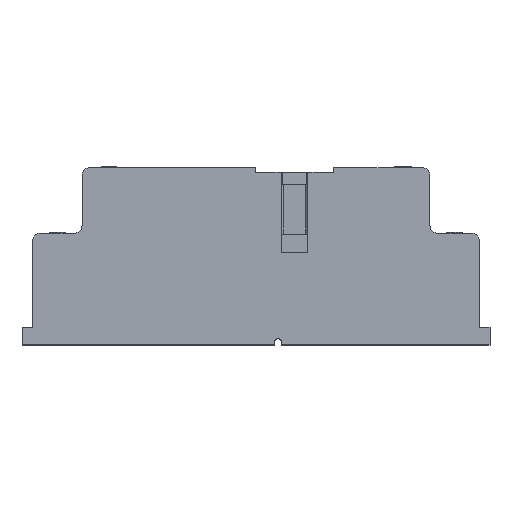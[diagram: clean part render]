
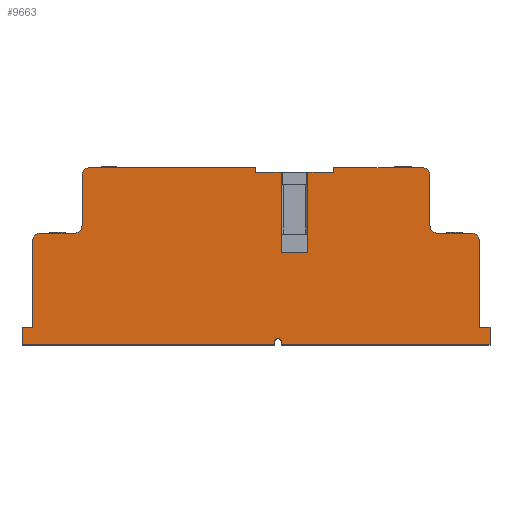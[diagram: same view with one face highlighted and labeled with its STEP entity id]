
A CAD part, top view. The second image highlights one B-rep face of the part: STEP entity #9663.
In plain terms, the highlighted planar face has unit normal (0, 0, 1).
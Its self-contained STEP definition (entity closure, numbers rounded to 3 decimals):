
#7556=CARTESIAN_POINT('',(-21.6,23.0,0.0));
#7557=VERTEX_POINT('',#7556);
#7564=CARTESIAN_POINT('',(-0.1,23.,0.));
#7565=VERTEX_POINT('',#7564);
#7566=CARTESIAN_POINT('',(-21.6,23.0,0.0));
#7567=DIRECTION('',(1.0,0.0,0.0));
#7568=VECTOR('',#7567,21.5);
#7569=LINE('',#7566,#7568);
#7570=EDGE_CURVE('',#7557,#7565,#7569,.T.);
#9155=CARTESIAN_POINT('',(10.1,23.,0.0));
#9156=VERTEX_POINT('',#9155);
#9163=CARTESIAN_POINT('',(21.6,23.,0.0));
#9164=VERTEX_POINT('',#9163);
#9165=CARTESIAN_POINT('',(10.1,23.,0.0));
#9166=DIRECTION('',(1.0,0.0,0.0));
#9167=VECTOR('',#9166,11.5);
#9168=LINE('',#9165,#9167);
#9169=EDGE_CURVE('',#9156,#9164,#9168,.T.);
#9298=CARTESIAN_POINT('',(2.4,0.35,0.0));
#9299=VERTEX_POINT('',#9298);
#9306=CARTESIAN_POINT('',(2.4,0.,0.0));
#9307=VERTEX_POINT('',#9306);
#9308=CARTESIAN_POINT('',(2.4,0.,0.0));
#9309=DIRECTION('',(0.0,1.0,0.0));
#9310=VECTOR('',#9309,0.35);
#9311=LINE('',#9308,#9310);
#9312=EDGE_CURVE('',#9307,#9299,#9311,.T.);
#9338=CARTESIAN_POINT('',(3.3,0.,0.0));
#9339=VERTEX_POINT('',#9338);
#9346=CARTESIAN_POINT('',(3.3,0.35,0.0));
#9347=VERTEX_POINT('',#9346);
#9348=CARTESIAN_POINT('',(3.3,0.35,0.0));
#9349=DIRECTION('',(0.0,-1.0,0.0));
#9350=VECTOR('',#9349,0.35);
#9351=LINE('',#9348,#9350);
#9352=EDGE_CURVE('',#9347,#9339,#9351,.T.);
#9416=CARTESIAN_POINT('',(2.85,0.35,0.0));
#9417=DIRECTION('',(0.0,0.0,-1.0));
#9418=DIRECTION('',(1.0,0.0,0.0));
#9419=AXIS2_PLACEMENT_3D('',#9416,#9417,#9418);
#9420=CIRCLE('',#9419,0.45);
#9421=EDGE_CURVE('',#9299,#9347,#9420,.T.);
#9451=CARTESIAN_POINT('',(0.,10.505,0.0));
#9452=DIRECTION('',(0.0,0.0,1.0));
#9453=DIRECTION('',(1.0,0.0,0.0));
#9454=AXIS2_PLACEMENT_3D('',#9451,#9452,#9453);
#9455=PLANE('',#9454);
#9456=ORIENTED_EDGE('',*,*,#9312,.T.);
#9457=ORIENTED_EDGE('',*,*,#9421,.T.);
#9458=ORIENTED_EDGE('',*,*,#9352,.T.);
#9459=CARTESIAN_POINT('',(30.4,0.,0.0));
#9460=VERTEX_POINT('',#9459);
#9461=CARTESIAN_POINT('',(30.4,0.,0.0));
#9462=DIRECTION('',(-1.0,0.0,0.0));
#9463=VECTOR('',#9462,27.1);
#9464=LINE('',#9461,#9463);
#9465=EDGE_CURVE('',#9460,#9339,#9464,.T.);
#9466=ORIENTED_EDGE('',*,*,#9465,.F.);
#9467=CARTESIAN_POINT('',(30.4,2.3,0.0));
#9468=VERTEX_POINT('',#9467);
#9469=CARTESIAN_POINT('',(30.4,2.3,0.0));
#9470=DIRECTION('',(0.0,-1.0,0.0));
#9471=VECTOR('',#9470,2.3);
#9472=LINE('',#9469,#9471);
#9473=EDGE_CURVE('',#9468,#9460,#9472,.T.);
#9474=ORIENTED_EDGE('',*,*,#9473,.F.);
#9475=CARTESIAN_POINT('',(29.,2.3,0.0));
#9476=VERTEX_POINT('',#9475);
#9477=CARTESIAN_POINT('',(29.,2.3,0.0));
#9478=DIRECTION('',(1.0,0.0,0.0));
#9479=VECTOR('',#9478,1.4);
#9480=LINE('',#9477,#9479);
#9481=EDGE_CURVE('',#9476,#9468,#9480,.T.);
#9482=ORIENTED_EDGE('',*,*,#9481,.F.);
#9483=CARTESIAN_POINT('',(29.,13.5,0.0));
#9484=VERTEX_POINT('',#9483);
#9485=CARTESIAN_POINT('',(29.,13.5,0.0));
#9486=DIRECTION('',(0.0,-1.0,0.0));
#9487=VECTOR('',#9486,11.2);
#9488=LINE('',#9485,#9487);
#9489=EDGE_CURVE('',#9484,#9476,#9488,.T.);
#9490=ORIENTED_EDGE('',*,*,#9489,.F.);
#9491=CARTESIAN_POINT('',(28.,14.5,0.0));
#9492=VERTEX_POINT('',#9491);
#9493=CARTESIAN_POINT('',(28.,13.5,0.0));
#9494=DIRECTION('',(0.0,0.0,-1.0));
#9495=DIRECTION('',(0.707,0.707,0.0));
#9496=AXIS2_PLACEMENT_3D('',#9493,#9494,#9495);
#9497=CIRCLE('',#9496,1.);
#9498=EDGE_CURVE('',#9492,#9484,#9497,.T.);
#9499=ORIENTED_EDGE('',*,*,#9498,.F.);
#9500=CARTESIAN_POINT('',(23.6,14.5,0.0));
#9501=VERTEX_POINT('',#9500);
#9502=CARTESIAN_POINT('',(23.6,14.5,0.0));
#9503=DIRECTION('',(1.0,0.0,0.0));
#9504=VECTOR('',#9503,4.4);
#9505=LINE('',#9502,#9504);
#9506=EDGE_CURVE('',#9501,#9492,#9505,.T.);
#9507=ORIENTED_EDGE('',*,*,#9506,.F.);
#9508=CARTESIAN_POINT('',(22.6,15.5,0.0));
#9509=VERTEX_POINT('',#9508);
#9510=CARTESIAN_POINT('',(23.6,15.5,0.0));
#9511=DIRECTION('',(0.0,0.0,1.0));
#9512=DIRECTION('',(-0.707,-0.707,0.0));
#9513=AXIS2_PLACEMENT_3D('',#9510,#9511,#9512);
#9514=CIRCLE('',#9513,1.);
#9515=EDGE_CURVE('',#9509,#9501,#9514,.T.);
#9516=ORIENTED_EDGE('',*,*,#9515,.F.);
#9517=CARTESIAN_POINT('',(22.6,22.,0.0));
#9518=VERTEX_POINT('',#9517);
#9519=CARTESIAN_POINT('',(22.6,22.,0.0));
#9520=DIRECTION('',(0.0,-1.0,0.0));
#9521=VECTOR('',#9520,6.5);
#9522=LINE('',#9519,#9521);
#9523=EDGE_CURVE('',#9518,#9509,#9522,.T.);
#9524=ORIENTED_EDGE('',*,*,#9523,.F.);
#9525=CARTESIAN_POINT('',(21.6,22.,0.0));
#9526=DIRECTION('',(0.0,0.0,-1.));
#9527=DIRECTION('',(0.707,0.707,0.0));
#9528=AXIS2_PLACEMENT_3D('',#9525,#9526,#9527);
#9529=CIRCLE('',#9528,1.);
#9530=EDGE_CURVE('',#9164,#9518,#9529,.T.);
#9531=ORIENTED_EDGE('',*,*,#9530,.F.);
#9532=ORIENTED_EDGE('',*,*,#9169,.F.);
#9533=CARTESIAN_POINT('',(10.1,22.4,0.0));
#9534=VERTEX_POINT('',#9533);
#9535=CARTESIAN_POINT('',(10.1,23.,0.0));
#9536=DIRECTION('',(0.0,-1.0,0.0));
#9537=VECTOR('',#9536,0.6);
#9538=LINE('',#9535,#9537);
#9539=EDGE_CURVE('',#9156,#9534,#9538,.T.);
#9540=ORIENTED_EDGE('',*,*,#9539,.T.);
#9541=CARTESIAN_POINT('',(6.732,22.4,0.0));
#9542=VERTEX_POINT('',#9541);
#9543=CARTESIAN_POINT('',(10.1,22.4,0.0));
#9544=DIRECTION('',(-1.0,0.0,0.0));
#9545=VECTOR('',#9544,3.368);
#9546=LINE('',#9543,#9545);
#9547=EDGE_CURVE('',#9534,#9542,#9546,.T.);
#9548=ORIENTED_EDGE('',*,*,#9547,.T.);
#9549=CARTESIAN_POINT('',(6.732,12.,0.0));
#9550=VERTEX_POINT('',#9549);
#9551=CARTESIAN_POINT('',(6.732,22.4,0.0));
#9552=DIRECTION('',(0.0,-1.0,0.0));
#9553=VECTOR('',#9552,10.4);
#9554=LINE('',#9551,#9553);
#9555=EDGE_CURVE('',#9542,#9550,#9554,.T.);
#9556=ORIENTED_EDGE('',*,*,#9555,.T.);
#9557=CARTESIAN_POINT('',(3.268,12.,0.0));
#9558=VERTEX_POINT('',#9557);
#9559=CARTESIAN_POINT('',(6.732,12.,0.0));
#9560=DIRECTION('',(-1.0,0.0,0.0));
#9561=VECTOR('',#9560,3.464);
#9562=LINE('',#9559,#9561);
#9563=EDGE_CURVE('',#9550,#9558,#9562,.T.);
#9564=ORIENTED_EDGE('',*,*,#9563,.T.);
#9565=CARTESIAN_POINT('',(3.268,22.4,0.0));
#9566=VERTEX_POINT('',#9565);
#9567=CARTESIAN_POINT('',(3.268,12.,0.0));
#9568=DIRECTION('',(0.0,1.0,0.0));
#9569=VECTOR('',#9568,10.4);
#9570=LINE('',#9567,#9569);
#9571=EDGE_CURVE('',#9558,#9566,#9570,.T.);
#9572=ORIENTED_EDGE('',*,*,#9571,.T.);
#9573=CARTESIAN_POINT('',(-0.1,22.4,0.));
#9574=VERTEX_POINT('',#9573);
#9575=CARTESIAN_POINT('',(3.268,22.4,0.0));
#9576=DIRECTION('',(-1.0,0.0,0.0));
#9577=VECTOR('',#9576,3.368);
#9578=LINE('',#9575,#9577);
#9579=EDGE_CURVE('',#9566,#9574,#9578,.T.);
#9580=ORIENTED_EDGE('',*,*,#9579,.T.);
#9581=CARTESIAN_POINT('',(-0.1,22.4,0.));
#9582=DIRECTION('',(0.0,1.0,0.0));
#9583=VECTOR('',#9582,0.6);
#9584=LINE('',#9581,#9583);
#9585=EDGE_CURVE('',#9574,#7565,#9584,.T.);
#9586=ORIENTED_EDGE('',*,*,#9585,.T.);
#9587=ORIENTED_EDGE('',*,*,#7570,.F.);
#9588=CARTESIAN_POINT('',(-22.6,22.,0.0));
#9589=VERTEX_POINT('',#9588);
#9590=CARTESIAN_POINT('',(-21.6,22.,0.0));
#9591=DIRECTION('',(0.0,0.0,-1.0));
#9592=DIRECTION('',(-0.707,0.707,0.0));
#9593=AXIS2_PLACEMENT_3D('',#9590,#9591,#9592);
#9594=CIRCLE('',#9593,1.);
#9595=EDGE_CURVE('',#9589,#7557,#9594,.T.);
#9596=ORIENTED_EDGE('',*,*,#9595,.F.);
#9597=CARTESIAN_POINT('',(-22.6,15.5,0.0));
#9598=VERTEX_POINT('',#9597);
#9599=CARTESIAN_POINT('',(-22.6,15.5,0.0));
#9600=DIRECTION('',(0.0,1.0,0.0));
#9601=VECTOR('',#9600,6.5);
#9602=LINE('',#9599,#9601);
#9603=EDGE_CURVE('',#9598,#9589,#9602,.T.);
#9604=ORIENTED_EDGE('',*,*,#9603,.F.);
#9605=CARTESIAN_POINT('',(-23.6,14.5,0.0));
#9606=VERTEX_POINT('',#9605);
#9607=CARTESIAN_POINT('',(-23.6,15.5,0.0));
#9608=DIRECTION('',(0.0,0.0,1.));
#9609=DIRECTION('',(0.707,-0.707,0.0));
#9610=AXIS2_PLACEMENT_3D('',#9607,#9608,#9609);
#9611=CIRCLE('',#9610,1.);
#9612=EDGE_CURVE('',#9606,#9598,#9611,.T.);
#9613=ORIENTED_EDGE('',*,*,#9612,.F.);
#9614=CARTESIAN_POINT('',(-28.,14.5,0.0));
#9615=VERTEX_POINT('',#9614);
#9616=CARTESIAN_POINT('',(-28.,14.5,0.0));
#9617=DIRECTION('',(1.0,0.0,0.0));
#9618=VECTOR('',#9617,4.4);
#9619=LINE('',#9616,#9618);
#9620=EDGE_CURVE('',#9615,#9606,#9619,.T.);
#9621=ORIENTED_EDGE('',*,*,#9620,.F.);
#9622=CARTESIAN_POINT('',(-29.,13.5,0.0));
#9623=VERTEX_POINT('',#9622);
#9624=CARTESIAN_POINT('',(-28.,13.5,0.0));
#9625=DIRECTION('',(0.0,0.0,-1.0));
#9626=DIRECTION('',(-0.707,0.707,0.0));
#9627=AXIS2_PLACEMENT_3D('',#9624,#9625,#9626);
#9628=CIRCLE('',#9627,1.);
#9629=EDGE_CURVE('',#9623,#9615,#9628,.T.);
#9630=ORIENTED_EDGE('',*,*,#9629,.F.);
#9631=CARTESIAN_POINT('',(-29.,2.3,0.0));
#9632=VERTEX_POINT('',#9631);
#9633=CARTESIAN_POINT('',(-29.,2.3,0.0));
#9634=DIRECTION('',(0.0,1.0,0.0));
#9635=VECTOR('',#9634,11.2);
#9636=LINE('',#9633,#9635);
#9637=EDGE_CURVE('',#9632,#9623,#9636,.T.);
#9638=ORIENTED_EDGE('',*,*,#9637,.F.);
#9639=CARTESIAN_POINT('',(-30.4,2.3,0.0));
#9640=VERTEX_POINT('',#9639);
#9641=CARTESIAN_POINT('',(-30.4,2.3,0.0));
#9642=DIRECTION('',(1.0,0.0,0.0));
#9643=VECTOR('',#9642,1.4);
#9644=LINE('',#9641,#9643);
#9645=EDGE_CURVE('',#9640,#9632,#9644,.T.);
#9646=ORIENTED_EDGE('',*,*,#9645,.F.);
#9647=CARTESIAN_POINT('',(-30.4,0.,0.0));
#9648=VERTEX_POINT('',#9647);
#9649=CARTESIAN_POINT('',(-30.4,0.,0.0));
#9650=DIRECTION('',(0.0,1.0,0.0));
#9651=VECTOR('',#9650,2.3);
#9652=LINE('',#9649,#9651);
#9653=EDGE_CURVE('',#9648,#9640,#9652,.T.);
#9654=ORIENTED_EDGE('',*,*,#9653,.F.);
#9655=CARTESIAN_POINT('',(2.4,0.,0.0));
#9656=DIRECTION('',(-1.0,0.0,0.0));
#9657=VECTOR('',#9656,32.8);
#9658=LINE('',#9655,#9657);
#9659=EDGE_CURVE('',#9307,#9648,#9658,.T.);
#9660=ORIENTED_EDGE('',*,*,#9659,.F.);
#9661=EDGE_LOOP('',(#9456,#9457,#9458,#9466,#9474,#9482,#9490,#9499,#9507,#9516,#9524,#9531,#9532,#9540,#9548,#9556,#9564,#9572,#9580,#9586,#9587,#9596,#9604,#9613,#9621,#9630,#9638,#9646,#9654,#9660));
#9662=FACE_OUTER_BOUND('',#9661,.T.);
#9663=ADVANCED_FACE('',(#9662),#9455,.T.);
